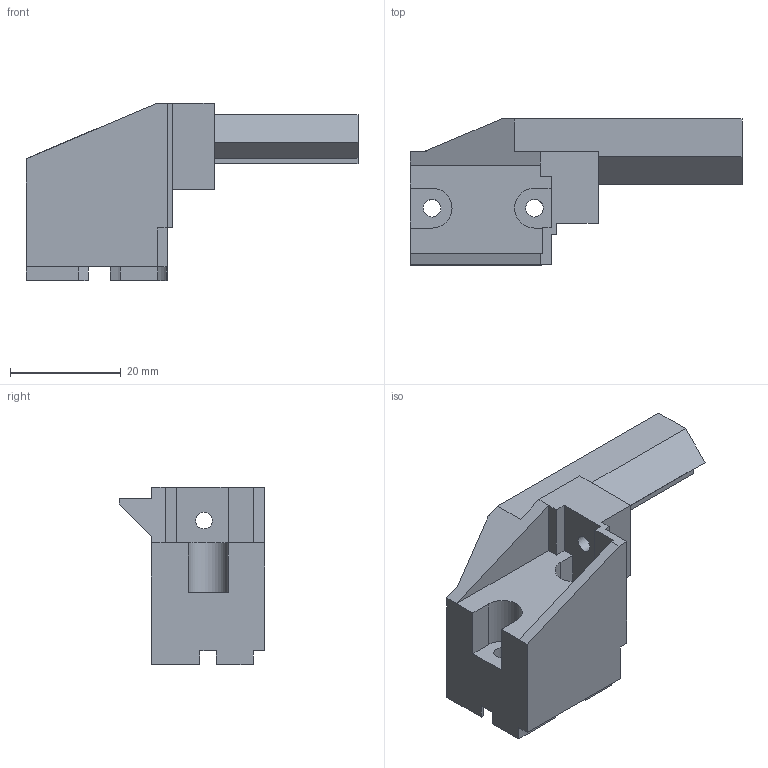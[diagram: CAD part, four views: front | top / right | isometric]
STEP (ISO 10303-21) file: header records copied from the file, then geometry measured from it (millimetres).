
FILE_DESCRIPTION(('FreeCAD Model'),'2;1');
FILE_NAME('Open CASCADE Shape Model','1974-01-01T00:00:00',(''),(''), 'Open CASCADE STEP processor 7.7','FreeCAD','Unknown');
FILE_SCHEMA(('AUTOMOTIVE_DESIGN { 1 0 10303 214 1 1 1 1 }'));
Length unit declared in the file: millimetre
Products named in the file (1): k1_hopper_fixed_block_step
Bounding box: 60 x 26.35 x 32 mm (x, y, z)
Volume: 13581.6 mm3; surface area: 6085.9 mm2
Topology: 1 solids, 1 shells, 66 faces, 208 edges, 141 vertices
Faces by surface type: plane 53, cylinder 13
Full cylindrical faces by diameter (mm): 3 x1, 3.2 x2
Entity records: 2336 total; most frequent: CARTESIAN_POINT 416, ORIENTED_EDGE 416, DIRECTION 384, EDGE_CURVE 208, LINE 166, VECTOR 166, VERTEX_POINT 141, AXIS2_PLACEMENT_3D 109
